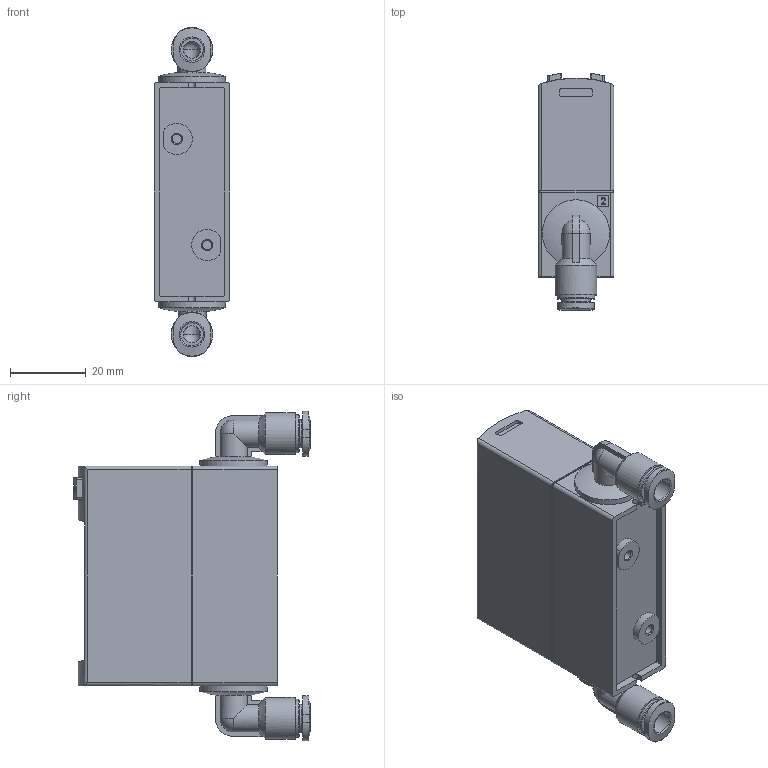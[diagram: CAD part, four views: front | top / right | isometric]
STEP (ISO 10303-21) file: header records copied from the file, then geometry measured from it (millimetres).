
FILE_DESCRIPTION(/* description */ ('STEP AP214'),/* implementation_level */ '2;1');
FILE_NAME(/* name */ '8158426_SFAH-50U-Q6AR-PNLK-PNVBA-L1',/* time_stamp */ '2024-09-15T01:28:14+02:00',/* author */ ('License CC BY-ND 4.0'),/* organization */ ('CADENAS'),/* preprocessor_version */ 'ST-DEVELOPER v19.3',/* originating_system */ 'PARTsolutions',/* authorisation */ ' ');
FILE_SCHEMA (('AUTOMOTIVE_DESIGN {1 0 10303 214 3 1 1}'));
Length unit declared in the file: millimetre
Products named in the file (3): 8158426 SFAH-50U-Q6AR-PNLK-PNVBA-L1; 8035300 SFAH-50U-Q6AR-PNLK-PNVBA-L1_h; 132086 QSPLK18-6-100
Assembly tree (3 placements, depth 2):
  8158426 SFAH-50U-Q6AR-PNLK-PNVBA-L1
    8035300 SFAH-50U-Q6AR-PNLK-PNVBA-L1_h
    132086 QSPLK18-6-100  x2
Bounding box: 20 x 62.48 x 86.9 mm (x, y, z)
Volume: 58949.8 mm3; surface area: 17684.9 mm2
Topology: 3 solids, 3 shells, 430 faces, 1118 edges, 733 vertices
Faces by surface type: plane 265, cylinder 134, torus 13, cone 12, sphere 6
Full cylindrical faces by diameter (mm): 2.459 x2, 3.72 x1, 4.1 x1, 4.5 x4, 6 x2, 7.4 x2, 9 x2, 10 x2, 11 x2, 13.15 x2, 14 x6, 14.95 x4, 15 x2, 17.7 x2
Entity records: 14048 total; most frequent: CARTESIAN_POINT 2125, DIRECTION 1901, ORIENTED_EDGE 1882, EDGE_CURVE 941, VERTEX_POINT 641, LINE 639, VECTOR 639, AXIS2_PLACEMENT_3D 631
